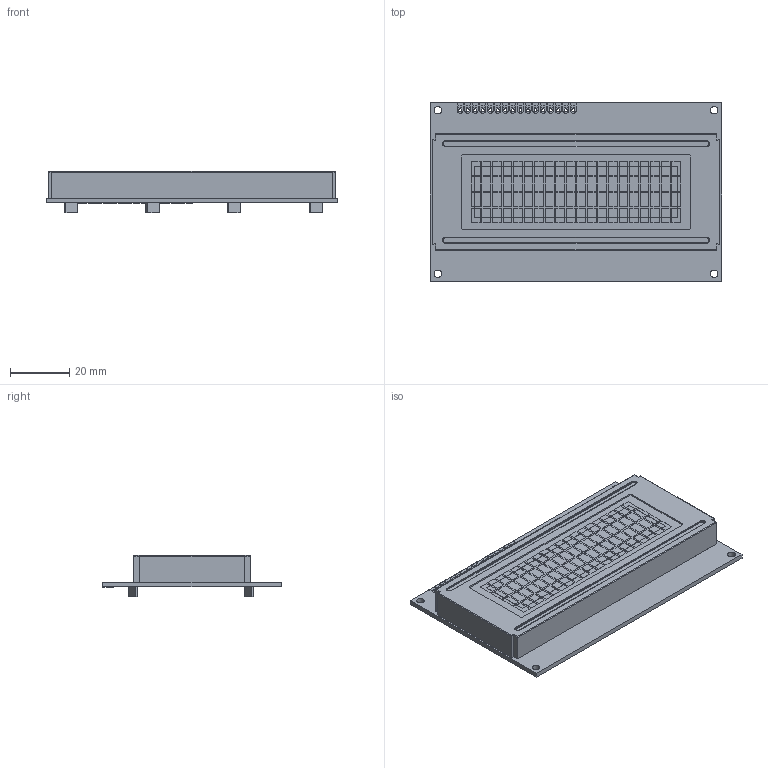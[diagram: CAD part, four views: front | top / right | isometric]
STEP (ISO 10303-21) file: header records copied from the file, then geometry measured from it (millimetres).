
FILE_DESCRIPTION (( 'STEP AP214' ), '1' );
FILE_NAME ('User Library-LCD20_4.STEP', '2010-10-19T04:57:11', ( 'Solidworks' ), ( 'Solidworks' ), 'SwSTEP 2.0', 'SolidWorks 2010', '' );
FILE_SCHEMA (( 'AUTOMOTIVE_DESIGN' ));
Length unit declared in the file: millimetre
Products named in the file (6): User Library-LCD20_4_LCD20_4_Contacts_1; User Library-LCD20_4_LCD20_4_Shell_1; User Library-LCD20_4_LCD20_4_PCB_1; User Library-LCD20_4_LCD20_4_Screen_1; User Library-LCD20_4_LCD20_4_Chars_1; User Library-LCD20_4
Assembly tree (5 placements, depth 2):
  User Library-LCD20_4
    User Library-LCD20_4_LCD20_4_PCB_1
    User Library-LCD20_4_LCD20_4_Screen_1
    User Library-LCD20_4_LCD20_4_Chars_1
    User Library-LCD20_4_LCD20_4_Shell_1
    User Library-LCD20_4_LCD20_4_Contacts_1
Bounding box: 98 x 60 x 13.8 mm (x, y, z)
Volume: 45265.9 mm3; surface area: 30999.4 mm2
Topology: 5 solids, 5 shells, 988 faces, 2586 edges, 1680 vertices
Faces by surface type: plane 794, cylinder 182, bspline 12
Entity records: 41568 total; most frequent: CARTESIAN_POINT 5738, ORIENTED_EDGE 5172, DIRECTION 4878, EDGE_CURVE 2586, VECTOR 2214, LINE 2214, VERTEX_POINT 1680, AXIS2_PLACEMENT_3D 1332
